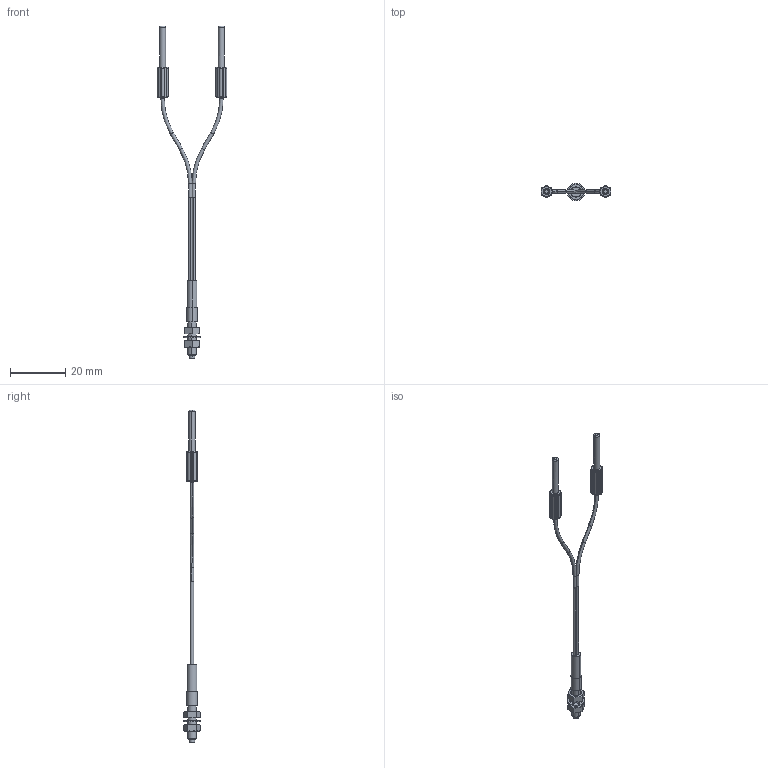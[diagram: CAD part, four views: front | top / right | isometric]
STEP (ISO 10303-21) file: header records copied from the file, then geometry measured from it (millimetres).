
FILE_DESCRIPTION((''),'2;1');
FILE_NAME('CAD2376_SW0001','2016-08-23T',('cmozuch'),(''),'PRO/ENGINEER BY PARAMETRIC TECHNOLOGY CORPORATION, 2015440','PRO/ENGINEER BY PARAMETRIC TECHNOLOGY CORPORATION, 2015440','');
FILE_SCHEMA(('CONFIG_CONTROL_DESIGN'));
Length unit declared in the file: millimetre
Products named in the file (1): CAD2376_SW0001
Bounding box: 25.26 x 6.4 x 119.87 mm (x, y, z)
Volume: 891.5 mm3; surface area: 1596 mm2
Topology: 2 solids, 2 shells, 419 faces, 1048 edges, 647 vertices
Faces by surface type: cylinder 194, bspline 96, plane 59, torus 36, cone 34
Entity records: 23874 total; most frequent: CARTESIAN_POINT 11894, ORIENTED_EDGE 2096, DIRECTION 1706, EDGE_CURVE 1048, AXIS2_PLACEMENT_3D 703, VERTEX_POINT 647, EDGE_LOOP 435, FACE_OUTER_BOUND 419
